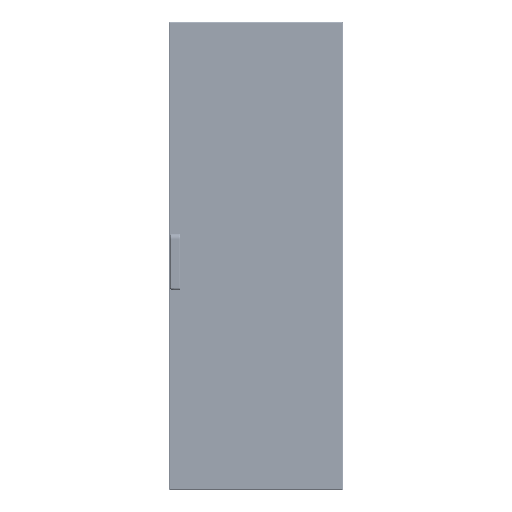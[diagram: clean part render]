
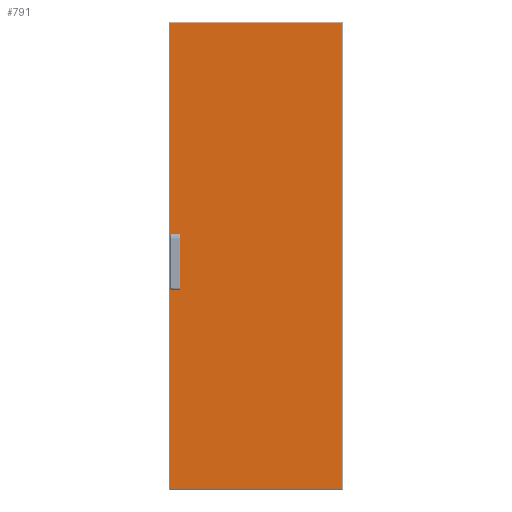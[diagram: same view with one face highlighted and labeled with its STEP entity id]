
A CAD part, top view. The second image highlights one B-rep face of the part: STEP entity #791.
In plain terms, the highlighted planar face has unit normal (0, 0, 1).
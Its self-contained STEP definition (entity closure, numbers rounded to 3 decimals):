
#488 = FACE_BOUND ( 'NONE', #27029, .T. ) ;
#502 = FACE_OUTER_BOUND ( 'NONE', #27030, .T. ) ;
#791 = ADVANCED_FACE ( 'NONE', ( #488, #502 ), #10801, .T. ) ;
#9829 = EDGE_CURVE ( 'NONE', #36690, #35076, #59489, .T. ) ;
#9831 = EDGE_CURVE ( 'NONE', #34915, #36690, #59493, .T. ) ;
#9833 = EDGE_CURVE ( 'NONE', #34755, #34915, #59495, .T. ) ;
#9836 = EDGE_CURVE ( 'NONE', #36702, #34755, #59496, .T. ) ;
#9838 = EDGE_CURVE ( 'NONE', #34984, #36702, #59498, .T. ) ;
#9840 = EDGE_CURVE ( 'NONE', #34726, #34984, #59500, .T. ) ;
#9842 = EDGE_CURVE ( 'NONE', #34728, #34726, #59502, .T. ) ;
#9844 = EDGE_CURVE ( 'NONE', #34727, #34728, #59504, .T. ) ;
#9846 = EDGE_CURVE ( 'NONE', #34749, #34727, #59506, .T. ) ;
#9848 = EDGE_CURVE ( 'NONE', #34977, #34749, #59507, .T. ) ;
#9851 = EDGE_CURVE ( 'NONE', #34975, #34977, #59509, .T. ) ;
#9853 = EDGE_CURVE ( 'NONE', #35076, #34975, #59511, .T. ) ;
#9855 = EDGE_CURVE ( 'NONE', #34974, #34967, #59513, .T. ) ;
#9857 = EDGE_CURVE ( 'NONE', #34967, #34978, #55480, .T. ) ;
#9859 = EDGE_CURVE ( 'NONE', #34978, #36515, #55483, .T. ) ;
#9861 = EDGE_CURVE ( 'NONE', #36515, #34974, #55482, .T. ) ;
#10775 = DIRECTION ( 'NONE',  ( 1., 0., 0. ) ) ;
#10777 = DIRECTION ( 'NONE',  ( 0., 0., 1. ) ) ;
#10801 = PLANE ( 'NONE',  #34532 ) ;
#10811 = CARTESIAN_POINT ( 'NONE',  ( 0., 0., 0. ) ) ;
#18787 = AXIS2_PLACEMENT_3D ( 'NONE', #56262, #56264, #56266 ) ;
#18788 = AXIS2_PLACEMENT_3D ( 'NONE', #56292, #56294, #56296 ) ;
#27029 = EDGE_LOOP ( 'NONE', ( #53340, #53341, #53342, #53344, #53345, #53346, #53347, #53348, #53350, #53351, #53352, #53353 ) ) ;
#27030 = EDGE_LOOP ( 'NONE', ( #53354, #53355, #53356, #53357 ) ) ;
#34532 = AXIS2_PLACEMENT_3D ( 'NONE', #10811, #10777, #10775 ) ;
#34726 = VERTEX_POINT ( 'NONE', #46156 ) ;
#34727 = VERTEX_POINT ( 'NONE', #46157 ) ;
#34728 = VERTEX_POINT ( 'NONE', #46158 ) ;
#34749 = VERTEX_POINT ( 'NONE', #46179 ) ;
#34755 = VERTEX_POINT ( 'NONE', #46185 ) ;
#34915 = VERTEX_POINT ( 'NONE', #46259 ) ;
#34967 = VERTEX_POINT ( 'NONE', #46304 ) ;
#34974 = VERTEX_POINT ( 'NONE', #46305 ) ;
#34975 = VERTEX_POINT ( 'NONE', #46309 ) ;
#34977 = VERTEX_POINT ( 'NONE', #46307 ) ;
#34978 = VERTEX_POINT ( 'NONE', #46311 ) ;
#34984 = VERTEX_POINT ( 'NONE', #46315 ) ;
#35076 = VERTEX_POINT ( 'NONE', #46376 ) ;
#36515 = VERTEX_POINT ( 'NONE', #45731 ) ;
#36690 = VERTEX_POINT ( 'NONE', #45844 ) ;
#36702 = VERTEX_POINT ( 'NONE', #45853 ) ;
#45731 = CARTESIAN_POINT ( 'NONE',  ( 294., 794.5, 0. ) ) ;
#45844 = CARTESIAN_POINT ( 'NONE',  ( -280., -54.3, 0. ) ) ;
#45853 = CARTESIAN_POINT ( 'NONE',  ( -288., 50., 0. ) ) ;
#46156 = CARTESIAN_POINT ( 'NONE',  ( -280., 54.3, 0. ) ) ;
#46157 = CARTESIAN_POINT ( 'NONE',  ( -271., 50., 0. ) ) ;
#46158 = CARTESIAN_POINT ( 'NONE',  ( -271., 54.3, 0. ) ) ;
#46179 = CARTESIAN_POINT ( 'NONE',  ( -263., 50., 0. ) ) ;
#46185 = CARTESIAN_POINT ( 'NONE',  ( -288., -50., 0. ) ) ;
#46259 = CARTESIAN_POINT ( 'NONE',  ( -280., -50., 0. ) ) ;
#46304 = CARTESIAN_POINT ( 'NONE',  ( -294., -794.5, 0. ) ) ;
#46305 = CARTESIAN_POINT ( 'NONE',  ( -294., 794.5, 0. ) ) ;
#46307 = CARTESIAN_POINT ( 'NONE',  ( -263., -50., 0. ) ) ;
#46309 = CARTESIAN_POINT ( 'NONE',  ( -271., -50., 0. ) ) ;
#46311 = CARTESIAN_POINT ( 'NONE',  ( 294., -794.5, 0. ) ) ;
#46315 = CARTESIAN_POINT ( 'NONE',  ( -280., 50., 0. ) ) ;
#46376 = CARTESIAN_POINT ( 'NONE',  ( -271., -54.3, 0. ) ) ;
#53340 = ORIENTED_EDGE ( 'NONE', *, *, #9829, .F. ) ;
#53341 = ORIENTED_EDGE ( 'NONE', *, *, #9831, .F. ) ;
#53342 = ORIENTED_EDGE ( 'NONE', *, *, #9833, .F. ) ;
#53344 = ORIENTED_EDGE ( 'NONE', *, *, #9836, .F. ) ;
#53345 = ORIENTED_EDGE ( 'NONE', *, *, #9838, .F. ) ;
#53346 = ORIENTED_EDGE ( 'NONE', *, *, #9840, .F. ) ;
#53347 = ORIENTED_EDGE ( 'NONE', *, *, #9842, .F. ) ;
#53348 = ORIENTED_EDGE ( 'NONE', *, *, #9844, .F. ) ;
#53350 = ORIENTED_EDGE ( 'NONE', *, *, #9846, .F. ) ;
#53351 = ORIENTED_EDGE ( 'NONE', *, *, #9848, .F. ) ;
#53352 = ORIENTED_EDGE ( 'NONE', *, *, #9851, .F. ) ;
#53353 = ORIENTED_EDGE ( 'NONE', *, *, #9853, .F. ) ;
#53354 = ORIENTED_EDGE ( 'NONE', *, *, #9855, .T. ) ;
#53355 = ORIENTED_EDGE ( 'NONE', *, *, #9857, .T. ) ;
#53356 = ORIENTED_EDGE ( 'NONE', *, *, #9859, .T. ) ;
#53357 = ORIENTED_EDGE ( 'NONE', *, *, #9861, .T. ) ;
#55480 = LINE ( 'NONE', #56311, #55481 ) ;
#55481 = VECTOR ( 'NONE', #56321, 1000. ) ;
#55482 = LINE ( 'NONE', #56329, #55486 ) ;
#55483 = LINE ( 'NONE', #56325, #55484 ) ;
#55484 = VECTOR ( 'NONE', #56328, 1000. ) ;
#55486 = VECTOR ( 'NONE', #56332, 1000. ) ;
#56252 = DIRECTION ( 'NONE',  ( 0., -1., 0. ) ) ;
#56255 = CARTESIAN_POINT ( 'NONE',  ( -288., 50., 0. ) ) ;
#56258 = CARTESIAN_POINT ( 'NONE',  ( -288., -50., 0. ) ) ;
#56260 = CARTESIAN_POINT ( 'NONE',  ( -280., -54.3, 0. ) ) ;
#56262 = CARTESIAN_POINT ( 'NONE',  ( -275.5, -54.3, 0. ) ) ;
#56264 = DIRECTION ( 'NONE',  ( 0., 0., 1. ) ) ;
#56266 = DIRECTION ( 'NONE',  ( 1., 0., 0. ) ) ;
#56267 = CARTESIAN_POINT ( 'NONE',  ( -288., 50., 0. ) ) ;
#56269 = DIRECTION ( 'NONE',  ( 1., 0., 0. ) ) ;
#56272 = CARTESIAN_POINT ( 'NONE',  ( -280., 50., 0. ) ) ;
#56274 = DIRECTION ( 'NONE',  ( 0., -1., 0. ) ) ;
#56277 = DIRECTION ( 'NONE',  ( -1., 0., 0. ) ) ;
#56281 = DIRECTION ( 'NONE',  ( 0., -1., 0. ) ) ;
#56284 = DIRECTION ( 'NONE',  ( 0., 1., 0. ) ) ;
#56286 = CARTESIAN_POINT ( 'NONE',  ( -263., 50., 0. ) ) ;
#56288 = CARTESIAN_POINT ( 'NONE',  ( -271., 50., 0. ) ) ;
#56290 = CARTESIAN_POINT ( 'NONE',  ( -271., 50., 0. ) ) ;
#56292 = CARTESIAN_POINT ( 'NONE',  ( -275.5, 54.3, 0. ) ) ;
#56294 = DIRECTION ( 'NONE',  ( 0., 0., 1. ) ) ;
#56296 = DIRECTION ( 'NONE',  ( 1., 0., 0. ) ) ;
#56298 = CARTESIAN_POINT ( 'NONE',  ( -271., -50., 0. ) ) ;
#56299 = DIRECTION ( 'NONE',  ( -1., 0., 0. ) ) ;
#56302 = CARTESIAN_POINT ( 'NONE',  ( -271., -54.3, 0. ) ) ;
#56304 = DIRECTION ( 'NONE',  ( 0., 1., 0. ) ) ;
#56307 = CARTESIAN_POINT ( 'NONE',  ( -294., 797.5, 0. ) ) ;
#56309 = DIRECTION ( 'NONE',  ( 1., 0., 0. ) ) ;
#56311 = CARTESIAN_POINT ( 'NONE',  ( -294., -794.5, 0. ) ) ;
#56313 = DIRECTION ( 'NONE',  ( 0., 1., 0. ) ) ;
#56317 = DIRECTION ( 'NONE',  ( 0., -1., 0. ) ) ;
#56321 = DIRECTION ( 'NONE',  ( 1., 0., 0. ) ) ;
#56325 = CARTESIAN_POINT ( 'NONE',  ( 294., -797.5, 0. ) ) ;
#56328 = DIRECTION ( 'NONE',  ( 0., 1., 0. ) ) ;
#56329 = CARTESIAN_POINT ( 'NONE',  ( 294., 794.5, 0. ) ) ;
#56332 = DIRECTION ( 'NONE',  ( -1., 0., 0. ) ) ;
#59489 = CIRCLE ( 'NONE', #18787, 4.5 ) ;
#59493 = LINE ( 'NONE', #56260, #59497 ) ;
#59495 = LINE ( 'NONE', #56258, #59499 ) ;
#59496 = LINE ( 'NONE', #56255, #59501 ) ;
#59497 = VECTOR ( 'NONE', #56252, 1000. ) ;
#59498 = LINE ( 'NONE', #56267, #59503 ) ;
#59499 = VECTOR ( 'NONE', #56269, 1000. ) ;
#59500 = LINE ( 'NONE', #56272, #59505 ) ;
#59501 = VECTOR ( 'NONE', #56274, 1000. ) ;
#59502 = CIRCLE ( 'NONE', #18788, 4.5 ) ;
#59503 = VECTOR ( 'NONE', #56277, 1000. ) ;
#59504 = LINE ( 'NONE', #56290, #59508 ) ;
#59505 = VECTOR ( 'NONE', #56281, 1000. ) ;
#59506 = LINE ( 'NONE', #56288, #59510 ) ;
#59507 = LINE ( 'NONE', #56286, #59512 ) ;
#59508 = VECTOR ( 'NONE', #56284, 1000. ) ;
#59509 = LINE ( 'NONE', #56298, #59514 ) ;
#59510 = VECTOR ( 'NONE', #56299, 1000. ) ;
#59511 = LINE ( 'NONE', #56302, #59516 ) ;
#59512 = VECTOR ( 'NONE', #56304, 1000. ) ;
#59513 = LINE ( 'NONE', #56307, #60035 ) ;
#59514 = VECTOR ( 'NONE', #56309, 1000. ) ;
#59516 = VECTOR ( 'NONE', #56313, 1000. ) ;
#60035 = VECTOR ( 'NONE', #56317, 1000. ) ;
